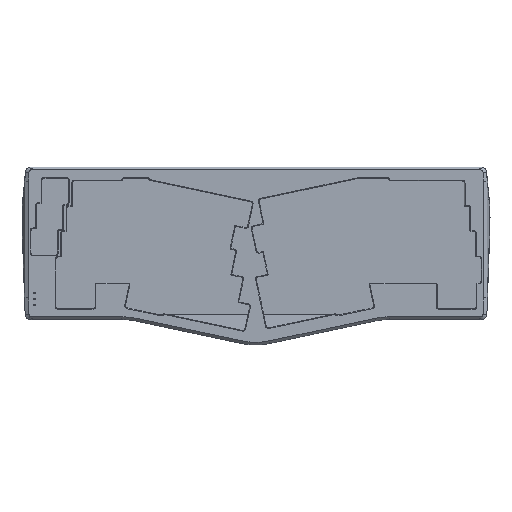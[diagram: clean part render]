
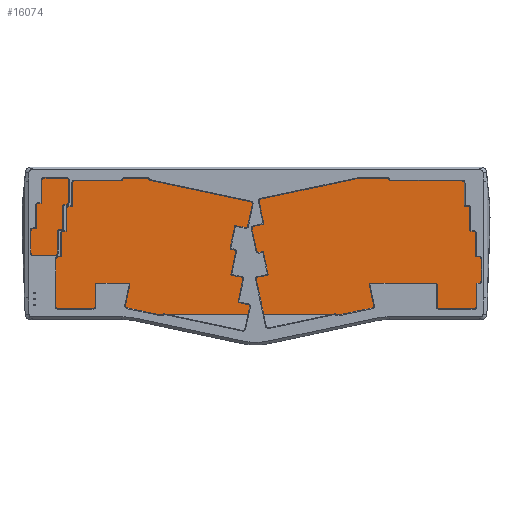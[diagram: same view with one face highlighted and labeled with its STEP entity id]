
A CAD part, top view. The second image highlights one B-rep face of the part: STEP entity #16074.
In plain terms, the highlighted planar face has unit normal (0, 0, 1).
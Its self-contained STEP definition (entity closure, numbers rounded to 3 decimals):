
#96=FACE_BOUND('',#3185,.T.);
#97=FACE_BOUND('',#3186,.T.);
#906=CIRCLE('',#17494,1.6);
#907=CIRCLE('',#17496,1.6);
#908=CIRCLE('',#17497,1.6);
#909=CIRCLE('',#17498,1.6);
#910=CIRCLE('',#17499,1.6);
#911=CIRCLE('',#17500,1.6);
#912=CIRCLE('',#17501,2.);
#913=CIRCLE('',#17502,2.);
#1380=PLANE('',#17495);
#2182=FACE_OUTER_BOUND('',#3184,.T.);
#3184=EDGE_LOOP('',(#13984,#13985,#13986,#13987,#13988,#13989,#13990,#13991,
#13992,#13993,#13994,#13995,#13996,#13997));
#3185=EDGE_LOOP('',(#13998));
#3186=EDGE_LOOP('',(#13999));
#4838=LINE('',#27846,#6354);
#4839=LINE('',#27850,#6355);
#4840=LINE('',#27852,#6356);
#4841=LINE('',#27854,#6357);
#4842=LINE('',#27858,#6358);
#4843=LINE('',#27862,#6359);
#4844=LINE('',#27866,#6360);
#4845=LINE('',#27869,#6361);
#6354=VECTOR('',#21175,10.);
#6355=VECTOR('',#21178,10.);
#6356=VECTOR('',#21179,10.);
#6357=VECTOR('',#21180,10.);
#6358=VECTOR('',#21183,10.);
#6359=VECTOR('',#21186,10.);
#6360=VECTOR('',#21189,10.);
#6361=VECTOR('',#21192,10.);
#7967=VERTEX_POINT('',#27839);
#7968=VERTEX_POINT('',#27840);
#7969=VERTEX_POINT('',#27845);
#7970=VERTEX_POINT('',#27847);
#7971=VERTEX_POINT('',#27849);
#7972=VERTEX_POINT('',#27851);
#7973=VERTEX_POINT('',#27853);
#7974=VERTEX_POINT('',#27855);
#7975=VERTEX_POINT('',#27857);
#7976=VERTEX_POINT('',#27859);
#7977=VERTEX_POINT('',#27861);
#7978=VERTEX_POINT('',#27863);
#7979=VERTEX_POINT('',#27865);
#7980=VERTEX_POINT('',#27867);
#7981=VERTEX_POINT('',#27870);
#7982=VERTEX_POINT('',#27872);
#10069=EDGE_CURVE('',#7967,#7968,#906,.T.);
#10072=EDGE_CURVE('',#7968,#7969,#4838,.T.);
#10073=EDGE_CURVE('',#7970,#7969,#907,.F.);
#10074=EDGE_CURVE('',#7970,#7971,#4839,.T.);
#10075=EDGE_CURVE('',#7971,#7972,#4840,.T.);
#10076=EDGE_CURVE('',#7972,#7973,#4841,.T.);
#10077=EDGE_CURVE('',#7974,#7973,#908,.F.);
#10078=EDGE_CURVE('',#7974,#7975,#4842,.T.);
#10079=EDGE_CURVE('',#7975,#7976,#909,.T.);
#10080=EDGE_CURVE('',#7976,#7977,#4843,.T.);
#10081=EDGE_CURVE('',#7977,#7978,#910,.T.);
#10082=EDGE_CURVE('',#7978,#7979,#4844,.T.);
#10083=EDGE_CURVE('',#7979,#7980,#911,.T.);
#10084=EDGE_CURVE('',#7980,#7967,#4845,.T.);
#10085=EDGE_CURVE('',#7981,#7981,#912,.T.);
#10086=EDGE_CURVE('',#7982,#7982,#913,.T.);
#13984=ORIENTED_EDGE('',*,*,#10069,.T.);
#13985=ORIENTED_EDGE('',*,*,#10072,.T.);
#13986=ORIENTED_EDGE('',*,*,#10073,.F.);
#13987=ORIENTED_EDGE('',*,*,#10074,.T.);
#13988=ORIENTED_EDGE('',*,*,#10075,.T.);
#13989=ORIENTED_EDGE('',*,*,#10076,.T.);
#13990=ORIENTED_EDGE('',*,*,#10077,.F.);
#13991=ORIENTED_EDGE('',*,*,#10078,.T.);
#13992=ORIENTED_EDGE('',*,*,#10079,.T.);
#13993=ORIENTED_EDGE('',*,*,#10080,.T.);
#13994=ORIENTED_EDGE('',*,*,#10081,.T.);
#13995=ORIENTED_EDGE('',*,*,#10082,.T.);
#13996=ORIENTED_EDGE('',*,*,#10083,.T.);
#13997=ORIENTED_EDGE('',*,*,#10084,.T.);
#13998=ORIENTED_EDGE('',*,*,#10085,.T.);
#13999=ORIENTED_EDGE('',*,*,#10086,.T.);
#16074=ADVANCED_FACE('',(#2182,#96,#97),#1380,.T.);
#17494=AXIS2_PLACEMENT_3D('',#27841,#21169,#21170);
#17495=AXIS2_PLACEMENT_3D('',#27844,#21173,#21174);
#17496=AXIS2_PLACEMENT_3D('',#27848,#21176,#21177);
#17497=AXIS2_PLACEMENT_3D('',#27856,#21181,#21182);
#17498=AXIS2_PLACEMENT_3D('',#27860,#21184,#21185);
#17499=AXIS2_PLACEMENT_3D('',#27864,#21187,#21188);
#17500=AXIS2_PLACEMENT_3D('',#27868,#21190,#21191);
#17501=AXIS2_PLACEMENT_3D('',#27871,#21193,#21194);
#17502=AXIS2_PLACEMENT_3D('',#27873,#21195,#21196);
#21169=DIRECTION('center_axis',(0.,0.,1.));
#21170=DIRECTION('ref_axis',(-0.707,-0.707,0.));
#21173=DIRECTION('center_axis',(0.,0.,1.));
#21174=DIRECTION('ref_axis',(1.,0.,0.));
#21175=DIRECTION('',(1.,0.,0.));
#21176=DIRECTION('center_axis',(0.,0.,-1.));
#21177=DIRECTION('ref_axis',(0.105,0.995,0.));
#21178=DIRECTION('',(0.978,-0.208,0.));
#21179=DIRECTION('',(1.,0.,0.));
#21180=DIRECTION('',(0.978,0.208,0.));
#21181=DIRECTION('center_axis',(0.,0.,-1.));
#21182=DIRECTION('ref_axis',(-0.105,0.995,0.));
#21183=DIRECTION('',(1.,0.,0.));
#21184=DIRECTION('center_axis',(0.,0.,1.));
#21185=DIRECTION('ref_axis',(0.707,-0.707,0.));
#21186=DIRECTION('',(0.,1.,0.));
#21187=DIRECTION('center_axis',(0.,0.,1.));
#21188=DIRECTION('ref_axis',(0.707,0.707,0.));
#21189=DIRECTION('',(-1.,0.,0.));
#21190=DIRECTION('center_axis',(0.,0.,1.));
#21191=DIRECTION('ref_axis',(-0.707,0.707,0.));
#21192=DIRECTION('',(0.,-1.,0.));
#21193=DIRECTION('center_axis',(0.,0.,-1.));
#21194=DIRECTION('ref_axis',(-1.,0.,0.));
#21195=DIRECTION('center_axis',(0.,0.,-1.));
#21196=DIRECTION('ref_axis',(-1.,0.,0.));
#27839=CARTESIAN_POINT('',(-0.475,1.125,-10.));
#27840=CARTESIAN_POINT('',(1.125,-0.475,-10.));
#27841=CARTESIAN_POINT('Origin',(1.125,1.125,-10.));
#27844=CARTESIAN_POINT('Origin',(169.394,38.78,-10.));
#27845=CARTESIAN_POINT('',(74.168,-0.475,-10.));
#27846=CARTESIAN_POINT('',(121.865,-0.475,-10.));
#27847=CARTESIAN_POINT('',(74.501,-0.51,-10.));
#27848=CARTESIAN_POINT('Origin',(74.168,-2.075,-10.));
#27849=CARTESIAN_POINT('',(94.533,-4.768,-10.));
#27850=CARTESIAN_POINT('',(163.224,-19.369,-10.));
#27851=CARTESIAN_POINT('',(243.757,-4.768,-10.));
#27852=CARTESIAN_POINT('',(169.27,-4.768,-10.));
#27853=CARTESIAN_POINT('',(263.789,-0.51,-10.));
#27854=CARTESIAN_POINT('',(222.709,-9.242,-10.));
#27855=CARTESIAN_POINT('',(264.122,-0.475,-10.));
#27856=CARTESIAN_POINT('Origin',(264.122,-2.075,-10.));
#27857=CARTESIAN_POINT('',(337.664,-0.475,-10.));
#27858=CARTESIAN_POINT('',(254.329,-0.475,-10.));
#27859=CARTESIAN_POINT('',(339.264,1.125,-10.));
#27860=CARTESIAN_POINT('Origin',(337.664,1.125,-10.));
#27861=CARTESIAN_POINT('',(339.264,96.765,-10.));
#27862=CARTESIAN_POINT('',(339.264,68.572,-10.));
#27863=CARTESIAN_POINT('',(337.664,98.365,-10.));
#27864=CARTESIAN_POINT('Origin',(337.664,96.765,-10.));
#27865=CARTESIAN_POINT('',(1.125,98.365,-10.));
#27866=CARTESIAN_POINT('',(84.46,98.365,-10.));
#27867=CARTESIAN_POINT('',(-0.475,96.765,-10.));
#27868=CARTESIAN_POINT('Origin',(1.125,96.765,-10.));
#27869=CARTESIAN_POINT('',(-0.475,19.152,-10.));
#27870=CARTESIAN_POINT('',(210.955,93.035,-10.));
#27871=CARTESIAN_POINT('Origin',(208.955,93.035,-10.));
#27872=CARTESIAN_POINT('',(130.015,91.355,-10.));
#27873=CARTESIAN_POINT('Origin',(128.015,91.355,-10.));
